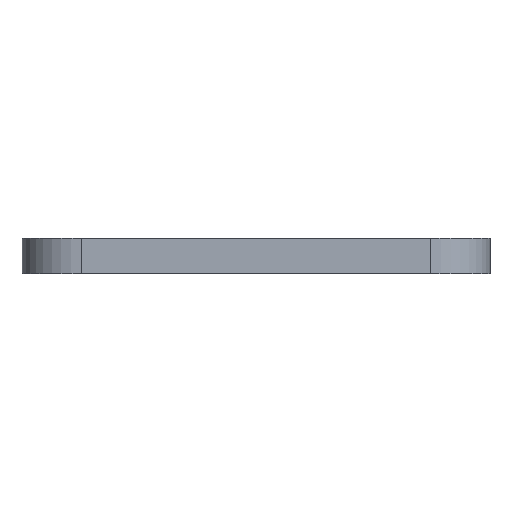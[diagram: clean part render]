
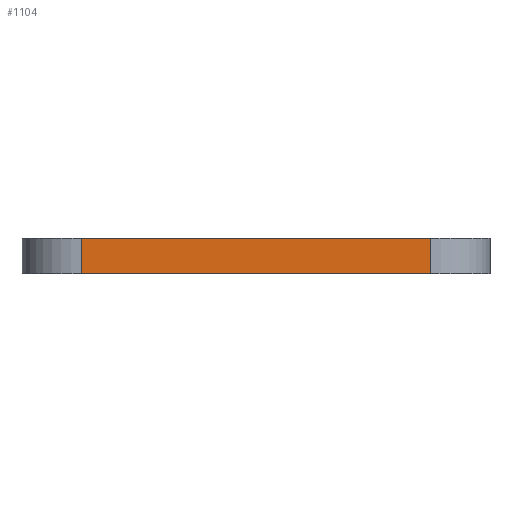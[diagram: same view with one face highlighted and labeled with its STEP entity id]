
A CAD part, left-side view. The second image highlights one B-rep face of the part: STEP entity #1104.
In plain terms, the highlighted planar face has unit normal (-1, 0, 0).
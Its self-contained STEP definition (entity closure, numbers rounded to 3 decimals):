
#12 = CARTESIAN_POINT ( 'NONE',  ( 0., 5., 3. ) ) ;
#24 = EDGE_CURVE ( 'NONE', #1058, #1146, #877, .T. ) ;
#162 = EDGE_CURVE ( 'NONE', #1146, #714, #1130, .T. ) ;
#204 = DIRECTION ( 'NONE',  ( 0., -1., 0. ) ) ;
#243 = ORIENTED_EDGE ( 'NONE', *, *, #511, .T. ) ;
#295 = LINE ( 'NONE', #563, #960 ) ;
#303 = EDGE_LOOP ( 'NONE', ( #662, #1328, #1150, #243 ) ) ;
#324 = PLANE ( 'NONE',  #719 ) ;
#341 = CARTESIAN_POINT ( 'NONE',  ( 0., 5., 0. ) ) ;
#362 = CARTESIAN_POINT ( 'NONE',  ( 0., 34.5, 3. ) ) ;
#377 = VECTOR ( 'NONE', #608, 1000. ) ;
#511 = EDGE_CURVE ( 'NONE', #1481, #1058, #295, .T. ) ;
#543 = DIRECTION ( 'NONE',  ( 0., 0., 1. ) ) ;
#563 = CARTESIAN_POINT ( 'NONE',  ( 0., 34.5, 3. ) ) ;
#579 = DIRECTION ( 'NONE',  ( 0., 0., -1. ) ) ;
#608 = DIRECTION ( 'NONE',  ( 0., -1., 0. ) ) ;
#662 = ORIENTED_EDGE ( 'NONE', *, *, #24, .T. ) ;
#710 = LINE ( 'NONE', #1084, #377 ) ;
#714 = VERTEX_POINT ( 'NONE', #12 ) ;
#719 = AXIS2_PLACEMENT_3D ( 'NONE', #1175, #1299, #579 ) ;
#788 = CARTESIAN_POINT ( 'NONE',  ( 0., 5., 3. ) ) ;
#815 = DIRECTION ( 'NONE',  ( 0., 0., -1. ) ) ;
#877 = LINE ( 'NONE', #1539, #1149 ) ;
#960 = VECTOR ( 'NONE', #815, 1000. ) ;
#1058 = VERTEX_POINT ( 'NONE', #1173 ) ;
#1084 = CARTESIAN_POINT ( 'NONE',  ( 0., 0., 3. ) ) ;
#1097 = VECTOR ( 'NONE', #543, 1000. ) ;
#1104 = ADVANCED_FACE ( 'NONE', ( #1257 ), #324, .F. ) ;
#1130 = LINE ( 'NONE', #788, #1097 ) ;
#1146 = VERTEX_POINT ( 'NONE', #341 ) ;
#1149 = VECTOR ( 'NONE', #204, 1000. ) ;
#1150 = ORIENTED_EDGE ( 'NONE', *, *, #1374, .F. ) ;
#1173 = CARTESIAN_POINT ( 'NONE',  ( 0., 34.5, 0. ) ) ;
#1175 = CARTESIAN_POINT ( 'NONE',  ( 0., 0., 3. ) ) ;
#1257 = FACE_OUTER_BOUND ( 'NONE', #303, .T. ) ;
#1299 = DIRECTION ( 'NONE',  ( 1., 0., 0. ) ) ;
#1328 = ORIENTED_EDGE ( 'NONE', *, *, #162, .T. ) ;
#1374 = EDGE_CURVE ( 'NONE', #1481, #714, #710, .T. ) ;
#1481 = VERTEX_POINT ( 'NONE', #362 ) ;
#1539 = CARTESIAN_POINT ( 'NONE',  ( 0., 0., 0. ) ) ;
